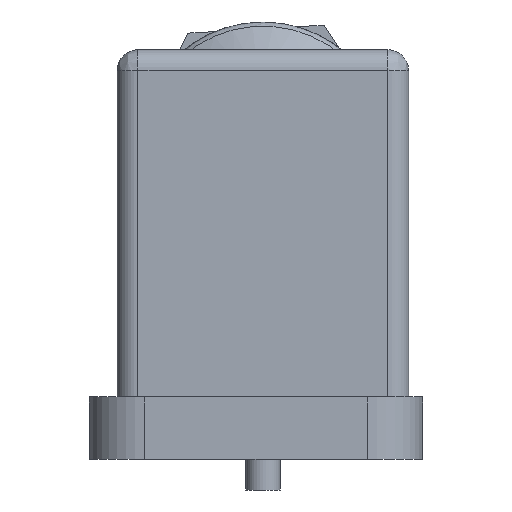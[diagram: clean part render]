
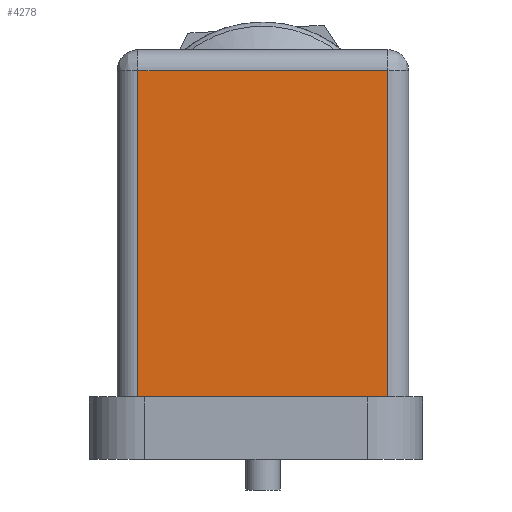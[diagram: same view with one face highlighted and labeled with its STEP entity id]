
A CAD part, front view. The second image highlights one B-rep face of the part: STEP entity #4278.
In plain terms, the highlighted planar face has unit normal (0, -1, 0).
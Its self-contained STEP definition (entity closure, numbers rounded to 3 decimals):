
#351 = ORIENTED_EDGE ( 'NONE', *, *, #1280, .F. ) ;
#364 = VECTOR ( 'NONE', #5498, 1000. ) ;
#384 = VECTOR ( 'NONE', #5114, 1000. ) ;
#448 = CARTESIAN_POINT ( 'NONE',  ( -10.621, -14.471, 37.75 ) ) ;
#752 = CARTESIAN_POINT ( 'NONE',  ( 8.879, -14.471, 37.75 ) ) ;
#974 = VERTEX_POINT ( 'NONE', #4695 ) ;
#1075 = VERTEX_POINT ( 'NONE', #2589 ) ;
#1190 = DIRECTION ( 'NONE',  ( 0., 0., -1. ) ) ;
#1274 = EDGE_CURVE ( 'NONE', #974, #1075, #4434, .T. ) ;
#1280 = EDGE_CURVE ( 'NONE', #4350, #974, #1622, .T. ) ;
#1622 = LINE ( 'NONE', #3316, #2139 ) ;
#1669 = CARTESIAN_POINT ( 'NONE',  ( 8.879, -14.471, 36.25 ) ) ;
#1760 = LINE ( 'NONE', #448, #384 ) ;
#1921 = VERTEX_POINT ( 'NONE', #3167 ) ;
#1950 = AXIS2_PLACEMENT_3D ( 'NONE', #752, #4980, #4173 ) ;
#2139 = VECTOR ( 'NONE', #1190, 1000. ) ;
#2589 = CARTESIAN_POINT ( 'NONE',  ( -10.621, -14.471, 9.75 ) ) ;
#3167 = CARTESIAN_POINT ( 'NONE',  ( -10.621, -14.471, 36.25 ) ) ;
#3316 = CARTESIAN_POINT ( 'NONE',  ( 7.379, -14.471, 37.75 ) ) ;
#3452 = ORIENTED_EDGE ( 'NONE', *, *, #3504, .F. ) ;
#3504 = EDGE_CURVE ( 'NONE', #1921, #4350, #4801, .T. ) ;
#3659 = EDGE_LOOP ( 'NONE', ( #351, #3452, #3745, #5041 ) ) ;
#3732 = PLANE ( 'NONE',  #1950 ) ;
#3745 = ORIENTED_EDGE ( 'NONE', *, *, #4861, .F. ) ;
#4173 = DIRECTION ( 'NONE',  ( 0., 0., -1. ) ) ;
#4206 = CARTESIAN_POINT ( 'NONE',  ( -1.621, -14.471, 9.75 ) ) ;
#4278 = ADVANCED_FACE ( 'NONE', ( #5403 ), #3732, .F. ) ;
#4350 = VERTEX_POINT ( 'NONE', #4622 ) ;
#4434 = LINE ( 'NONE', #4206, #364 ) ;
#4622 = CARTESIAN_POINT ( 'NONE',  ( 7.379, -14.471, 36.25 ) ) ;
#4695 = CARTESIAN_POINT ( 'NONE',  ( 7.379, -14.471, 9.75 ) ) ;
#4708 = DIRECTION ( 'NONE',  ( 1., 0., 0. ) ) ;
#4801 = LINE ( 'NONE', #1669, #5389 ) ;
#4861 = EDGE_CURVE ( 'NONE', #1075, #1921, #1760, .T. ) ;
#4980 = DIRECTION ( 'NONE',  ( 0., 1., 0. ) ) ;
#5041 = ORIENTED_EDGE ( 'NONE', *, *, #1274, .F. ) ;
#5114 = DIRECTION ( 'NONE',  ( 0., 0., 1. ) ) ;
#5389 = VECTOR ( 'NONE', #4708, 1000. ) ;
#5403 = FACE_OUTER_BOUND ( 'NONE', #3659, .T. ) ;
#5498 = DIRECTION ( 'NONE',  ( -1., 0., 0. ) ) ;
